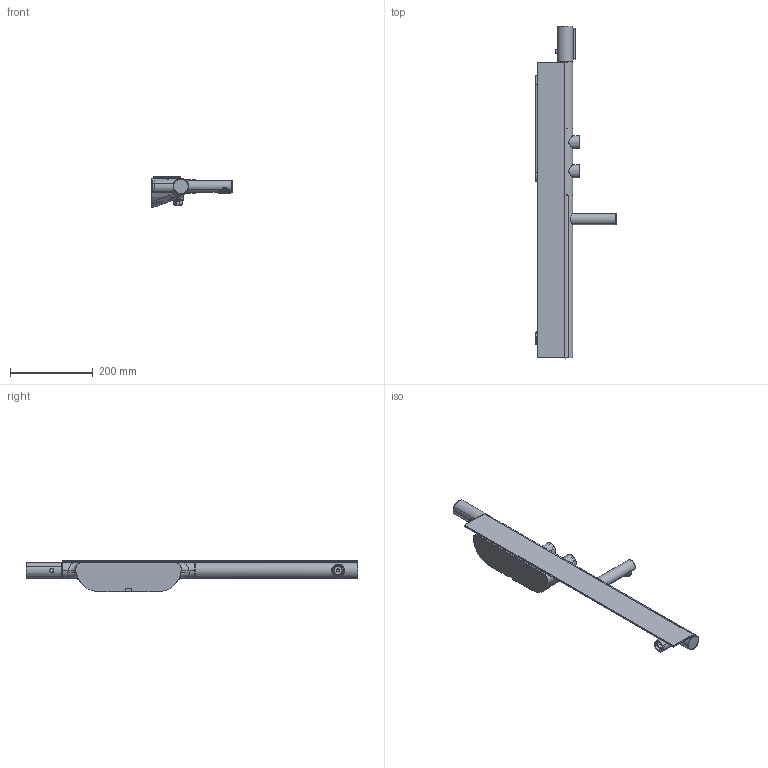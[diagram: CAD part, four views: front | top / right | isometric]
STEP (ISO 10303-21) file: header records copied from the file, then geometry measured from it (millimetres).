
FILE_DESCRIPTION(('CAx-IF Rec.Pracs.---Model Styling and Organization---1.2---2011-12-15','CAx-IF Rec.Pracs.---Geometric and Assembly Validation Properties---4.1---2014-06-16','CAx-IF Rec.Pracs.---PMI Polyline Presentation---2.0---2013-05-24'),'2;1');
FILE_NAME('1000114471_PPR_000.stp','2017-03-27T07:45:39+02:00',(''),(''),'STEP Interface 4.0.1101 by CT CoreTechnologie','3D_Evolution4.0.1101 by CT CoreTechnologie','');
FILE_SCHEMA(('AP203_CONFIGURATION_CONTROLLED_3D_DESIGN_OF_MECHANICAL_PARTS_AND_ASSEMBLIES_MIM_LF'));
Length unit declared in the file: millimetre
Products named in the file (22): P_2 AX Thermostat WAP 800 1000114471_PPR_000_A0; P_2 Thermostat WAP Axor Uno 3 1000114472_PPR_000_A0; P_2 GK_WAPT_AuP_AX Uno3 1000114475_PPA_000_A0; Spannhuelse_AX Uno 3 1000097009_PPA_000_A0; P_2 Deckel_AVP_AX Uno 3 1000114476_PPA_000_A0; P_ 2 BGR Thermostatgriff_AX Uno 3 1000114477_PPR_000_A0; P_2 Taste UPT                     AX JMM 1000083617_PPA_000_A0; P_2 Thermostatgriff_AX Uno 3 1000114478_PPA_000_A0; P_2 Stopfen Thermostatgriff_AX Uno 3 1000114479_PPA_000_A0; P_2 ZUS_Schlauchanschluss 1000083621_PPR_000_A0; P_2 Schlauchanschluß 1_2Z     RV 1000083620_PPA_000_A0; P_2 Anschlag Thermgriff_AX Uno 3 1000114482_PPA_000_A0; Gewindestift_M6x16 1000063001_PPA_000_A3; P_2 Glas WAP AUP 800 1000114484_PPR_000_A0; Glas_WAPT_800_AXOR Uno 3 1000097857_PPA_000_A1; P_2 Verlängerung WAP 800 Axor Uno 3 1000114485_PPR_000_A0; Wandhalter_AX Uno 3 1000098004_PPA_000_A1; Gewindestift DIN914-M6x8-A2 1000003991_PPA_000_A0; Gewindestift DIN914-M5x6-A2 1000025631_PPA_000_A0; P_2 Auslauf Wanneneinlauf Axor Uno³ 1000114486_PPA_000_A0; P_2 SR_CA_M24x1_CC_D-air_hellgrau_ 1000109889_PPA_000_A0; P_2 Verlaengerungsrohr_800_WAPT_AX_UNO3 1000114489_PPA_000_A0
Assembly tree (26 placements, depth 4):
  P_2 AX Thermostat WAP 800 1000114471_PPR_000_A0
    P_2 Thermostat WAP Axor Uno 3 1000114472_PPR_000_A0
      P_2 GK_WAPT_AuP_AX Uno3 1000114475_PPA_000_A0
      Spannhuelse_AX Uno 3 1000097009_PPA_000_A0  x2
      P_2 Deckel_AVP_AX Uno 3 1000114476_PPA_000_A0  x2
      P_ 2 BGR Thermostatgriff_AX Uno 3 1000114477_PPR_000_A0
        P_2 Taste UPT                     AX JMM 1000083617_PPA_000_A0
        P_2 Thermostatgriff_AX Uno 3 1000114478_PPA_000_A0
        P_2 Stopfen Thermostatgriff_AX Uno 3 1000114479_PPA_000_A0
      P_2 ZUS_Schlauchanschluss 1000083621_PPR_000_A0
        P_2 Schlauchanschluß 1_2Z     RV 1000083620_PPA_000_A0
      P_2 Anschlag Thermgriff_AX Uno 3 1000114482_PPA_000_A0
      Gewindestift_M6x16 1000063001_PPA_000_A3  x3
    P_2 Glas WAP AUP 800 1000114484_PPR_000_A0
      Glas_WAPT_800_AXOR Uno 3 1000097857_PPA_000_A1
    P_2 Verlängerung WAP 800 Axor Uno 3 1000114485_PPR_000_A0
      Wandhalter_AX Uno 3 1000098004_PPA_000_A1
      Gewindestift DIN914-M6x8-A2 1000003991_PPA_000_A0
      P_2 Stopfen Thermostatgriff_AX Uno 3 1000114479_PPA_000_A0
      Gewindestift DIN914-M5x6-A2 1000025631_PPA_000_A0
      P_2 Auslauf Wanneneinlauf Axor Uno³ 1000114486_PPA_000_A0
      P_2 SR_CA_M24x1_CC_D-air_hellgrau_ 1000109889_PPA_000_A0
      P_2 Verlaengerungsrohr_800_WAPT_AX_UNO3 1000114489_PPA_000_A0
Bounding box: 193.5 x 800 x 75 mm (x, y, z)
Volume: 2075689.4 mm3; surface area: 309735.8 mm2
Topology: 21 solids, 24 shells, 1357 faces, 3393 edges, 2094 vertices
Faces by surface type: plane 589, bspline 397, cylinder 371
Entity records: 62242 total; most frequent: CARTESIAN_POINT 18038, ORIENTED_EDGE 6288, DIRECTION 6042, EDGE_CURVE 3144, AXIS2_PLACEMENT_3D 2164, VERTEX_POINT 1960, VECTOR 1714, LINE 1714
